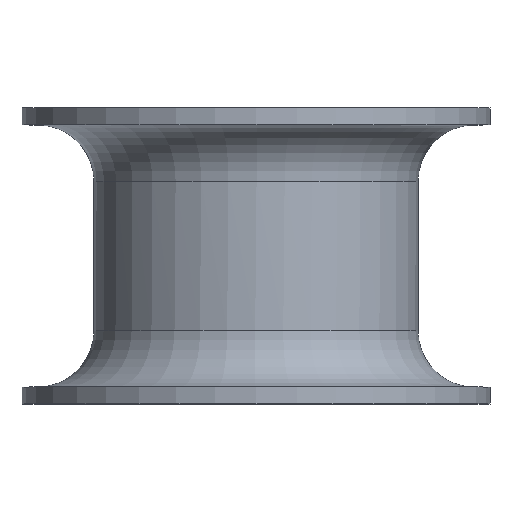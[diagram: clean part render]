
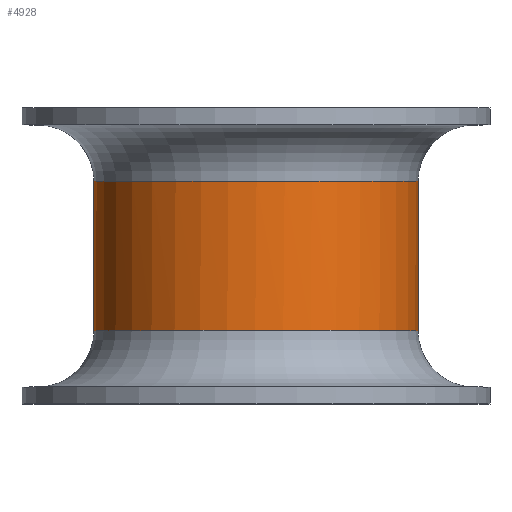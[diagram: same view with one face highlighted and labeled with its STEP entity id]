
A CAD part, top view. The second image highlights one B-rep face of the part: STEP entity #4928.
In plain terms, the highlighted cylindrical face has radius 5.75 mm (diameter 11.5 mm), a partial arc.
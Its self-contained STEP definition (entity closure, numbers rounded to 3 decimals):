
#3033=CARTESIAN_POINT('',(0.,-2.65,0.));
#3034=DIRECTION('',(0.,1.,0.));
#3035=DIRECTION('',(-1.,0.,0.));
#3036=AXIS2_PLACEMENT_3D('',#3033,#3034,#3035);
#3041=CARTESIAN_POINT('',(0.,-2.65,0.));
#3042=DIRECTION('',(0.,1.,0.));
#3043=DIRECTION('',(1.,0.,0.01));
#3044=AXIS2_PLACEMENT_3D('',#3041,#3042,#3043);
#3057=DIRECTION('',(0.,-1.,0.));
#3058=VECTOR('',#3057,5.3);
#3059=CARTESIAN_POINT('',(5.75,2.65,0.));
#3060=LINE('',#3059,#3058);
#3072=CARTESIAN_POINT('',(0.,2.65,0.));
#3073=DIRECTION('',(0.,-1.,0.));
#3074=DIRECTION('',(1.,0.,0.));
#3075=AXIS2_PLACEMENT_3D('',#3072,#3073,#3074);
#3080=CARTESIAN_POINT('',(0.,2.65,0.));
#3081=DIRECTION('',(0.,-1.,0.));
#3082=DIRECTION('',(-1.,0.,0.007));
#3083=AXIS2_PLACEMENT_3D('',#3080,#3081,#3082);
#3270=DIRECTION('',(0.,-1.,0.));
#3271=VECTOR('',#3270,5.3);
#3272=CARTESIAN_POINT('',(-5.75,2.65,0.));
#3273=LINE('',#3272,#3271);
#4492=CARTESIAN_POINT('',(5.75,-2.65,0.));
#4493=VERTEX_POINT('',#4492);
#4496=CARTESIAN_POINT('',(-5.75,-2.65,0.));
#4497=VERTEX_POINT('',#4496);
#4498=CARTESIAN_POINT('',(5.75,-2.65,0.056));
#4499=VERTEX_POINT('',#4498);
#4500=CARTESIAN_POINT('',(5.75,2.65,0.));
#4501=CARTESIAN_POINT('',(-5.75,2.65,0.04));
#4502=VERTEX_POINT('',#4500);
#4503=VERTEX_POINT('',#4501);
#4504=CARTESIAN_POINT('',(-5.75,2.65,0.));
#4505=VERTEX_POINT('',#4504);
#4911=CARTESIAN_POINT('',(0.,0.,0.));
#4912=DIRECTION('',(0.,-1.,0.));
#4913=DIRECTION('',(-1.,0.,0.));
#4914=AXIS2_PLACEMENT_3D('',#4911,#4912,#4913);
#4915=CYLINDRICAL_SURFACE('',#4914,5.75);
#4917=ORIENTED_EDGE('',*,*,#4916,.F.);
#4919=ORIENTED_EDGE('',*,*,#4918,.F.);
#4921=ORIENTED_EDGE('',*,*,#4920,.T.);
#4922=ORIENTED_EDGE('',*,*,#4898,.F.);
#4923=ORIENTED_EDGE('',*,*,#4896,.F.);
#4925=ORIENTED_EDGE('',*,*,#4924,.F.);
#4926=EDGE_LOOP('',(#4917,#4919,#4921,#4922,#4923,#4925));
#4927=FACE_OUTER_BOUND('',#4926,.F.);
#3037=CIRCLE('',#3036,5.75);
#3045=CIRCLE('',#3044,5.75);
#3076=CIRCLE('',#3075,5.75);
#3084=CIRCLE('',#3083,5.75);
#4896=EDGE_CURVE('',#4497,#4499,#3037,.T.);
#4898=EDGE_CURVE('',#4499,#4493,#3045,.T.);
#4916=EDGE_CURVE('',#4503,#4505,#3084,.T.);
#4918=EDGE_CURVE('',#4502,#4503,#3076,.T.);
#4920=EDGE_CURVE('',#4502,#4493,#3060,.T.);
#4924=EDGE_CURVE('',#4505,#4497,#3273,.T.);
#4928=ADVANCED_FACE('',(#4927),#4915,.T.);
